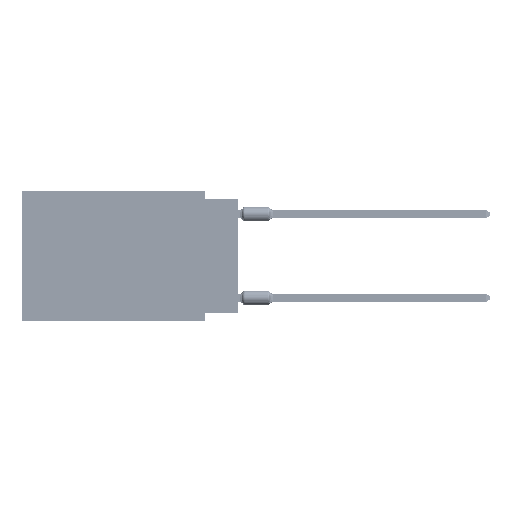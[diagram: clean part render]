
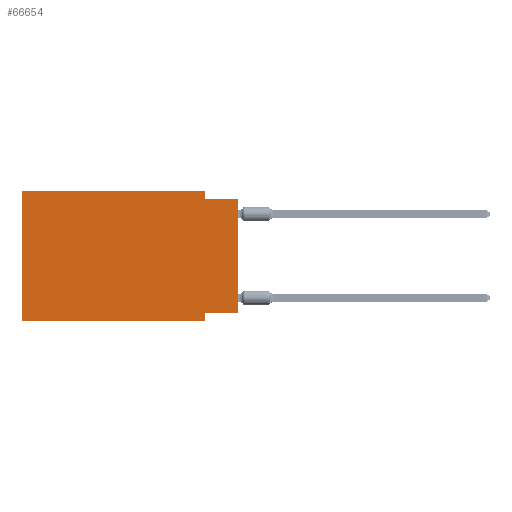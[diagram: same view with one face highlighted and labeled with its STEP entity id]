
A CAD part, left-side view. The second image highlights one B-rep face of the part: STEP entity #66654.
In plain terms, the highlighted planar face has unit normal (-1, 0, 0).
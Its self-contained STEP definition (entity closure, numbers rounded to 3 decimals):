
#199 = DIRECTION ( 'NONE',  ( 0., 0., -1. ) ) ;
#557 = VERTEX_POINT ( 'NONE', #46059 ) ;
#2355 = VERTEX_POINT ( 'NONE', #29754 ) ;
#2547 = CARTESIAN_POINT ( 'NONE',  ( 0., 2.54, -9.271 ) ) ;
#3087 = LINE ( 'NONE', #9900, #66305 ) ;
#3442 = VECTOR ( 'NONE', #55956, 1000. ) ;
#3626 = DIRECTION ( 'NONE',  ( 0., 0., -1. ) ) ;
#4595 = ORIENTED_EDGE ( 'NONE', *, *, #67538, .F. ) ;
#7250 = LINE ( 'NONE', #30319, #11801 ) ;
#7289 = DIRECTION ( 'NONE',  ( 0., -1., 0. ) ) ;
#8061 = ORIENTED_EDGE ( 'NONE', *, *, #48534, .F. ) ;
#9140 = CARTESIAN_POINT ( 'NONE',  ( 0., 2.54, 0. ) ) ;
#9297 = EDGE_CURVE ( 'NONE', #59009, #69347, #64659, .T. ) ;
#9451 = VECTOR ( 'NONE', #65572, 1000. ) ;
#9900 = CARTESIAN_POINT ( 'NONE',  ( 0., 16.383, 0. ) ) ;
#10103 = ORIENTED_EDGE ( 'NONE', *, *, #44058, .T. ) ;
#10746 = CARTESIAN_POINT ( 'NONE',  ( 0., 0., -0.635 ) ) ;
#11187 = VECTOR ( 'NONE', #3626, 1000. ) ;
#11801 = VECTOR ( 'NONE', #13318, 1000. ) ;
#13318 = DIRECTION ( 'NONE',  ( 0., 0., 1. ) ) ;
#14415 = VECTOR ( 'NONE', #55891, 1000. ) ;
#14938 = CARTESIAN_POINT ( 'NONE',  ( 0., 2.54, -9.906 ) ) ;
#15141 = LINE ( 'NONE', #20814, #14415 ) ;
#16393 = EDGE_CURVE ( 'NONE', #22634, #74022, #25785, .T. ) ;
#18273 = VERTEX_POINT ( 'NONE', #30910 ) ;
#19249 = EDGE_CURVE ( 'NONE', #18273, #65272, #15141, .T. ) ;
#19569 = CARTESIAN_POINT ( 'NONE',  ( 0., 16.383, 0. ) ) ;
#20814 = CARTESIAN_POINT ( 'NONE',  ( 0., 0., -9.271 ) ) ;
#22634 = VERTEX_POINT ( 'NONE', #45087 ) ;
#25785 = LINE ( 'NONE', #9140, #3442 ) ;
#29754 = CARTESIAN_POINT ( 'NONE',  ( 0., 16.383, 0. ) ) ;
#30319 = CARTESIAN_POINT ( 'NONE',  ( 0., 0., 0. ) ) ;
#30721 = VECTOR ( 'NONE', #7289, 1000. ) ;
#30910 = CARTESIAN_POINT ( 'NONE',  ( 0., 0., -9.271 ) ) ;
#35688 = EDGE_CURVE ( 'NONE', #65272, #69347, #49318, .T. ) ;
#36024 = CARTESIAN_POINT ( 'NONE',  ( 0., 16.383, -9.906 ) ) ;
#36449 = DIRECTION ( 'NONE',  ( 1., 0., 0. ) ) ;
#42754 = EDGE_CURVE ( 'NONE', #74022, #557, #46220, .T. ) ;
#44058 = EDGE_CURVE ( 'NONE', #18273, #557, #7250, .T. ) ;
#44934 = ORIENTED_EDGE ( 'NONE', *, *, #19249, .F. ) ;
#45087 = CARTESIAN_POINT ( 'NONE',  ( 0., 2.54, 0. ) ) ;
#46059 = CARTESIAN_POINT ( 'NONE',  ( 0., 0., -0.635 ) ) ;
#46220 = LINE ( 'NONE', #10746, #62268 ) ;
#47758 = CARTESIAN_POINT ( 'NONE',  ( 0., 16.383, 0. ) ) ;
#48534 = EDGE_CURVE ( 'NONE', #59009, #2355, #3087, .T. ) ;
#49318 = LINE ( 'NONE', #50055, #11187 ) ;
#49613 = ORIENTED_EDGE ( 'NONE', *, *, #42754, .F. ) ;
#50055 = CARTESIAN_POINT ( 'NONE',  ( 0., 2.54, -9.906 ) ) ;
#50330 = AXIS2_PLACEMENT_3D ( 'NONE', #47758, #36449, #199 ) ;
#52250 = DIRECTION ( 'NONE',  ( 0., -1., 0. ) ) ;
#54178 = EDGE_LOOP ( 'NONE', ( #10103, #49613, #71381, #4595, #8061, #70461, #69435, #44934 ) ) ;
#55891 = DIRECTION ( 'NONE',  ( 0., 1., 0. ) ) ;
#55956 = DIRECTION ( 'NONE',  ( 0., 0., -1. ) ) ;
#58708 = PLANE ( 'NONE',  #50330 ) ;
#59009 = VERTEX_POINT ( 'NONE', #74026 ) ;
#62268 = VECTOR ( 'NONE', #52250, 1000. ) ;
#64659 = LINE ( 'NONE', #36024, #30721 ) ;
#65272 = VERTEX_POINT ( 'NONE', #2547 ) ;
#65572 = DIRECTION ( 'NONE',  ( 0., -1., 0. ) ) ;
#66305 = VECTOR ( 'NONE', #67645, 1000. ) ;
#66518 = CARTESIAN_POINT ( 'NONE',  ( 0., 2.54, -0.635 ) ) ;
#66654 = ADVANCED_FACE ( 'NONE', ( #70394 ), #58708, .F. ) ;
#67538 = EDGE_CURVE ( 'NONE', #2355, #22634, #71249, .T. ) ;
#67645 = DIRECTION ( 'NONE',  ( 0., 0., 1. ) ) ;
#69347 = VERTEX_POINT ( 'NONE', #14938 ) ;
#69435 = ORIENTED_EDGE ( 'NONE', *, *, #35688, .F. ) ;
#70394 = FACE_OUTER_BOUND ( 'NONE', #54178, .T. ) ;
#70461 = ORIENTED_EDGE ( 'NONE', *, *, #9297, .T. ) ;
#71249 = LINE ( 'NONE', #19569, #9451 ) ;
#71381 = ORIENTED_EDGE ( 'NONE', *, *, #16393, .F. ) ;
#74022 = VERTEX_POINT ( 'NONE', #66518 ) ;
#74026 = CARTESIAN_POINT ( 'NONE',  ( 0., 16.383, -9.906 ) ) ;
